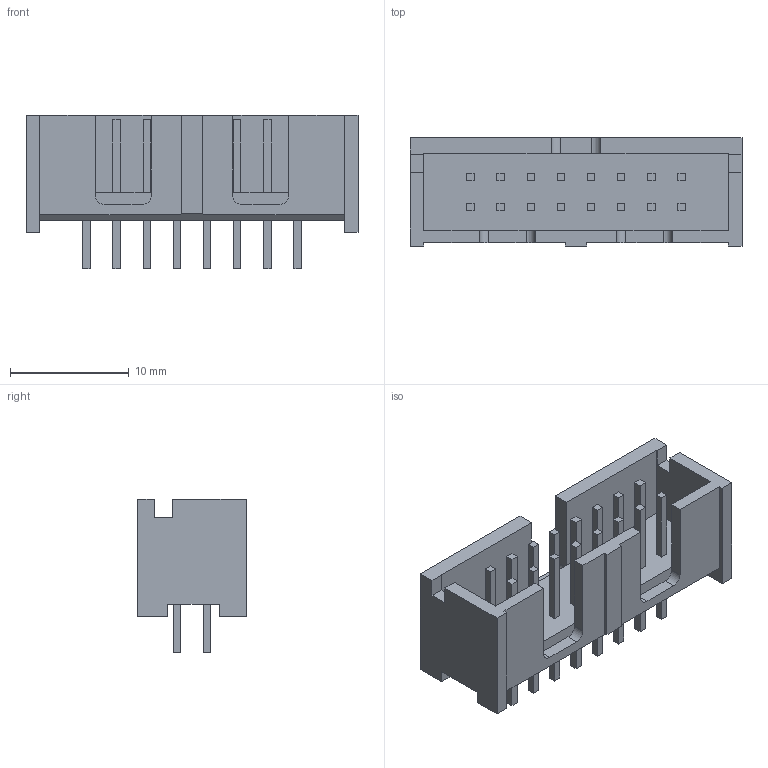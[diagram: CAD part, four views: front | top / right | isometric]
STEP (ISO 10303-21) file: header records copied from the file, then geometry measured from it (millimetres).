
FILE_DESCRIPTION(('STEP AP214'),'1');
FILE_NAME('11905.stp','2016-12-08T18:02:55',('TraceParts'),('TraceParts S.A.'),'Spatial InterOp 3D',' ',' ');
FILE_SCHEMA(('automotive_design'));
Length unit declared in the file: millimetre
Products named in the file (1): C-5103308-3
Bounding box: 27.94 x 9.14 x 12.9 mm (x, y, z)
Volume: 1062.8 mm3; surface area: 1873.1 mm2
Topology: 1 solids, 1 shells, 221 faces, 555 edges, 368 vertices
Faces by surface type: plane 215, cylinder 6
Entity records: 6488 total; most frequent: CARTESIAN_POINT 1145, ORIENTED_EDGE 1110, DIRECTION 1011, EDGE_CURVE 555, LINE 543, VECTOR 543, VERTEX_POINT 368, EDGE_LOOP 253
